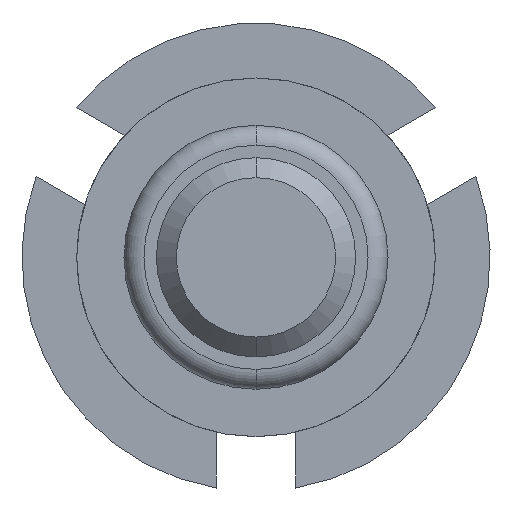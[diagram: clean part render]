
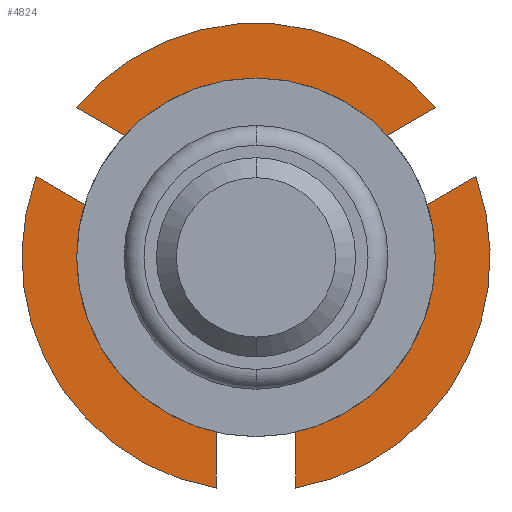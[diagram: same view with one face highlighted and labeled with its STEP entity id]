
A CAD part, front view. The second image highlights one B-rep face of the part: STEP entity #4824.
In plain terms, the highlighted planar face has unit normal (0, -1, 0).
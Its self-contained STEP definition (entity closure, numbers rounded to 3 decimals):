
#63 = CARTESIAN_POINT ( 'NONE',  ( 1.805, 5.5, 1.504 ) ) ;
#91 = DIRECTION ( 'NONE',  ( 0., -1., 0. ) ) ;
#119 = EDGE_CURVE ( 'Defeature ausgef�hrt4_30+Defeature ausgef�hrt4_26+Defeature ausgef�hrt4_27+Defeature ausgef�hrt4_29', #311, #2589, #2469, .T. ) ;
#125 = VECTOR ( 'NONE', #3237, 1000. ) ;
#163 = CARTESIAN_POINT ( 'NONE',  ( 1.186, 5.5, 1.146 ) ) ;
#311 = VERTEX_POINT ( 'NONE', #1681 ) ;
#315 = ORIENTED_EDGE ( 'NONE', *, *, #2607, .F. ) ;
#324 = DIRECTION ( 'NONE',  ( -0.866, 0., 0.5 ) ) ;
#681 = VERTEX_POINT ( 'NONE', #63 ) ;
#731 = DIRECTION ( 'NONE',  ( 0.5, 0., -0.866 ) ) ;
#838 = EDGE_CURVE ( 'Defeature ausgef�hrt4_29+Defeature ausgef�hrt4_26+Defeature ausgef�hrt4_30+Defeature ausgef�hrt4_28', #2589, #949, #2830, .T. ) ;
#905 = CARTESIAN_POINT ( 'NONE',  ( 0., 5.5, 0. ) ) ;
#949 = VERTEX_POINT ( 'NONE', #4403 ) ;
#1022 = EDGE_CURVE ( 'Defeature ausgef�hrt4_19+Defeature ausgef�hrt4_26+Defeature ausgef�hrt4_41+Defeature ausgef�hrt4_40', #1526, #681, #4076, .T. ) ;
#1041 = VERTEX_POINT ( 'NONE', #3302 ) ;
#1134 = LINE ( 'NONE', #4975, #1196 ) ;
#1144 = CARTESIAN_POINT ( 'NONE',  ( -1.586, 5.5, 0.454 ) ) ;
#1157 = DIRECTION ( 'NONE',  ( -0.839, 0., -0.545 ) ) ;
#1196 = VECTOR ( 'NONE', #4620, 1000. ) ;
#1300 = ORIENTED_EDGE ( 'NONE', *, *, #3550, .F. ) ;
#1309 = CARTESIAN_POINT ( 'NONE',  ( 2.205, 5.5, 0.811 ) ) ;
#1349 = VECTOR ( 'NONE', #1407, 1000. ) ;
#1407 = DIRECTION ( 'NONE',  ( 0.866, 0., 0.5 ) ) ;
#1479 = LINE ( 'NONE', #3563, #4302 ) ;
#1484 = VERTEX_POINT ( 'NONE', #3014 ) ;
#1517 = DIRECTION ( 'NONE',  ( 0.839, 0., -0.545 ) ) ;
#1526 = VERTEX_POINT ( 'NONE', #4191 ) ;
#1563 = VERTEX_POINT ( 'NONE', #1144 ) ;
#1594 = VECTOR ( 'NONE', #324, 1000. ) ;
#1614 = CARTESIAN_POINT ( 'NONE',  ( 0.4, 5.5, -2.316 ) ) ;
#1623 = DIRECTION ( 'NONE',  ( 0., 0., 1. ) ) ;
#1636 = LINE ( 'NONE', #1863, #1879 ) ;
#1657 = CARTESIAN_POINT ( 'NONE',  ( 1.655, 5.5, 0. ) ) ;
#1658 = CARTESIAN_POINT ( 'NONE',  ( -0.4, 5.5, -1.6 ) ) ;
#1681 = CARTESIAN_POINT ( 'NONE',  ( -1.655, 5.5, 0. ) ) ;
#1708 = PLANE ( 'NONE',  #3848 ) ;
#1730 = ORIENTED_EDGE ( 'NONE', *, *, #3263, .F. ) ;
#1826 = EDGE_CURVE ( 'Defeature ausgef�hrt4_34+Defeature ausgef�hrt4_26+Defeature ausgef�hrt4_35+Defeature ausgef�hrt4_43', #2727, #2333, #4858, .T. ) ;
#1852 = VERTEX_POINT ( 'NONE', #1658 ) ;
#1863 = CARTESIAN_POINT ( 'NONE',  ( -0.4, 5.5, 0. ) ) ;
#1879 = VECTOR ( 'NONE', #4600, 1000. ) ;
#1883 = ORIENTED_EDGE ( 'NONE', *, *, #2498, .F. ) ;
#1886 = CARTESIAN_POINT ( 'NONE',  ( 0., 5.5, 0. ) ) ;
#2071 = EDGE_CURVE ( 'Defeature ausgef�hrt4_20+Defeature ausgef�hrt4_26+Defeature ausgef�hrt4_38+Defeature ausgef�hrt4_37', #4432, #5075, #2642, .T. ) ;
#2082 = LINE ( 'NONE', #2292, #1594 ) ;
#2086 = ORIENTED_EDGE ( 'NONE', *, *, #2916, .F. ) ;
#2092 = DIRECTION ( 'NONE',  ( 0.5, 0., 0.866 ) ) ;
#2118 = VECTOR ( 'NONE', #1157, 1000. ) ;
#2123 = DIRECTION ( 'NONE',  ( 0.866, 0., -0.5 ) ) ;
#2163 = EDGE_LOOP ( 'NONE', ( #4154, #3547, #2615, #1300 ) ) ;
#2205 = CARTESIAN_POINT ( 'NONE',  ( 0., 5.5, 1.075 ) ) ;
#2209 = EDGE_CURVE ( 'Defeature ausgef�hrt4_39+Defeature ausgef�hrt4_26+Defeature ausgef�hrt4_40+Defeature ausgef�hrt4_38', #3603, #1041, #3876, .T. ) ;
#2280 = DIRECTION ( 'NONE',  ( 0., 1., 0. ) ) ;
#2283 = VERTEX_POINT ( 'NONE', #4766 ) ;
#2292 = CARTESIAN_POINT ( 'NONE',  ( 0.2, 5.5, 0.346 ) ) ;
#2301 = CARTESIAN_POINT ( 'NONE',  ( 0., 5.5, -1.075 ) ) ;
#2333 = VERTEX_POINT ( 'NONE', #4727 ) ;
#2357 = ORIENTED_EDGE ( 'NONE', *, *, #2071, .F. ) ;
#2448 = CARTESIAN_POINT ( 'NONE',  ( 0., 5.5, 0. ) ) ;
#2469 = LINE ( 'NONE', #2301, #3949 ) ;
#2498 = EDGE_CURVE ( 'Defeature ausgef�hrt4_38+Defeature ausgef�hrt4_26+Defeature ausgef�hrt4_39+Defeature ausgef�hrt4_20', #1041, #4432, #4065, .T. ) ;
#2551 = CARTESIAN_POINT ( 'NONE',  ( 0., 5.5, -1.075 ) ) ;
#2571 = CARTESIAN_POINT ( 'NONE',  ( 0.2, 5.5, -0.346 ) ) ;
#2576 = CARTESIAN_POINT ( 'NONE',  ( -0.2, 5.5, 0.346 ) ) ;
#2589 = VERTEX_POINT ( 'NONE', #2551 ) ;
#2607 = EDGE_CURVE ( 'Defeature ausgef�hrt4_41+Defeature ausgef�hrt4_26+Defeature ausgef�hrt4_42+Defeature ausgef�hrt4_19', #2283, #1526, #2082, .T. ) ;
#2615 = ORIENTED_EDGE ( 'NONE', *, *, #119, .F. ) ;
#2642 = CIRCLE ( 'NONE', #4368, 2.35 ) ;
#2663 = EDGE_LOOP ( 'NONE', ( #315, #2086, #4625, #2999, #4611, #3542, #3202, #2357, #1883, #5057, #1730, #3601 ) ) ;
#2698 = VECTOR ( 'NONE', #2123, 1000. ) ;
#2727 = VERTEX_POINT ( 'NONE', #3872 ) ;
#2758 = EDGE_CURVE ( 'Defeature ausgef�hrt4_37+Defeature ausgef�hrt4_26+Defeature ausgef�hrt4_20+Defeature ausgef�hrt4_36', #5075, #1484, #1479, .T. ) ;
#2820 = VECTOR ( 'NONE', #731, 1000. ) ;
#2830 = LINE ( 'NONE', #1657, #125 ) ;
#2844 = DIRECTION ( 'NONE',  ( 0., 0., -1. ) ) ;
#2849 = LINE ( 'NONE', #3136, #2118 ) ;
#2878 = LINE ( 'NONE', #3370, #2698 ) ;
#2916 = EDGE_CURVE ( 'Defeature ausgef�hrt4_42+Defeature ausgef�hrt4_26+Defeature ausgef�hrt4_43+Defeature ausgef�hrt4_41', #1563, #2283, #4919, .T. ) ;
#2995 = DIRECTION ( 'NONE',  ( -0.839, 0., 0.545 ) ) ;
#2999 = ORIENTED_EDGE ( 'NONE', *, *, #1826, .F. ) ;
#3014 = CARTESIAN_POINT ( 'NONE',  ( 0.4, 5.5, -1.6 ) ) ;
#3066 = EDGE_CURVE ( 'Defeature ausgef�hrt4_28+Defeature ausgef�hrt4_26+Defeature ausgef�hrt4_29+Defeature ausgef�hrt4_27', #949, #3209, #3806, .T. ) ;
#3136 = CARTESIAN_POINT ( 'NONE',  ( -1.655, 5.5, 0. ) ) ;
#3155 = CARTESIAN_POINT ( 'NONE',  ( 1.386, 5.5, 0.8 ) ) ;
#3188 = EDGE_CURVE ( 'Defeature ausgef�hrt4_43+Defeature ausgef�hrt4_26+Defeature ausgef�hrt4_34+Defeature ausgef�hrt4_42', #2333, #1563, #2878, .T. ) ;
#3202 = ORIENTED_EDGE ( 'NONE', *, *, #2758, .F. ) ;
#3209 = VERTEX_POINT ( 'NONE', #4911 ) ;
#3237 = DIRECTION ( 'NONE',  ( 0.839, 0., 0.545 ) ) ;
#3263 = EDGE_CURVE ( 'Defeature ausgef�hrt4_40+Defeature ausgef�hrt4_26+Defeature ausgef�hrt4_19+Defeature ausgef�hrt4_39', #681, #3603, #4421, .T. ) ;
#3302 = CARTESIAN_POINT ( 'NONE',  ( 1.586, 5.5, 0.454 ) ) ;
#3334 = DIRECTION ( 'NONE',  ( -0.866, 0., -0.5 ) ) ;
#3370 = CARTESIAN_POINT ( 'NONE',  ( -0.2, 5.5, -0.346 ) ) ;
#3377 = VECTOR ( 'NONE', #3334, 1000. ) ;
#3480 = FACE_OUTER_BOUND ( 'NONE', #2663, .T. ) ;
#3542 = ORIENTED_EDGE ( 'NONE', *, *, #3755, .F. ) ;
#3547 = ORIENTED_EDGE ( 'NONE', *, *, #838, .F. ) ;
#3550 = EDGE_CURVE ( 'Defeature ausgef�hrt4_27+Defeature ausgef�hrt4_26+Defeature ausgef�hrt4_28+Defeature ausgef�hrt4_30', #3209, #311, #2849, .T. ) ;
#3563 = CARTESIAN_POINT ( 'NONE',  ( 0.4, 5.5, 0. ) ) ;
#3601 = ORIENTED_EDGE ( 'NONE', *, *, #1022, .F. ) ;
#3603 = VERTEX_POINT ( 'NONE', #163 ) ;
#3622 = DIRECTION ( 'NONE',  ( 0., 0., -1. ) ) ;
#3691 = VECTOR ( 'NONE', #2092, 1000. ) ;
#3706 = CARTESIAN_POINT ( 'NONE',  ( -1.386, 5.5, 0.8 ) ) ;
#3755 = EDGE_CURVE ( 'Defeature ausgef�hrt4_36+Defeature ausgef�hrt4_26+Defeature ausgef�hrt4_37+Defeature ausgef�hrt4_35', #1484, #1852, #1134, .T. ) ;
#3806 = LINE ( 'NONE', #2205, #4787 ) ;
#3809 = EDGE_CURVE ( 'Defeature ausgef�hrt4_35+Defeature ausgef�hrt4_26+Defeature ausgef�hrt4_36+Defeature ausgef�hrt4_34', #1852, #2727, #1636, .T. ) ;
#3848 = AXIS2_PLACEMENT_3D ( 'NONE', #2448, #91, #2844 ) ;
#3872 = CARTESIAN_POINT ( 'NONE',  ( -0.4, 5.5, -2.316 ) ) ;
#3876 = LINE ( 'NONE', #3155, #2820 ) ;
#3949 = VECTOR ( 'NONE', #1517, 1000. ) ;
#4014 = AXIS2_PLACEMENT_3D ( 'NONE', #905, #4051, #3622 ) ;
#4051 = DIRECTION ( 'NONE',  ( 0., 1., 0. ) ) ;
#4065 = LINE ( 'NONE', #2571, #1349 ) ;
#4076 = CIRCLE ( 'NONE', #4661, 2.35 ) ;
#4154 = ORIENTED_EDGE ( 'NONE', *, *, #3066, .F. ) ;
#4191 = CARTESIAN_POINT ( 'NONE',  ( -1.805, 5.5, 1.504 ) ) ;
#4302 = VECTOR ( 'NONE', #1623, 1000. ) ;
#4368 = AXIS2_PLACEMENT_3D ( 'NONE', #1886, #2280, #5030 ) ;
#4403 = CARTESIAN_POINT ( 'NONE',  ( 1.655, 5.5, 0. ) ) ;
#4421 = LINE ( 'NONE', #2576, #3377 ) ;
#4432 = VERTEX_POINT ( 'NONE', #1309 ) ;
#4478 = DIRECTION ( 'NONE',  ( 0., 0., -1. ) ) ;
#4496 = DIRECTION ( 'NONE',  ( 0., 1., 0. ) ) ;
#4600 = DIRECTION ( 'NONE',  ( 0., 0., -1. ) ) ;
#4611 = ORIENTED_EDGE ( 'NONE', *, *, #3809, .F. ) ;
#4620 = DIRECTION ( 'NONE',  ( -1., 0., 0. ) ) ;
#4625 = ORIENTED_EDGE ( 'NONE', *, *, #3188, .F. ) ;
#4661 = AXIS2_PLACEMENT_3D ( 'NONE', #4899, #4496, #4478 ) ;
#4727 = CARTESIAN_POINT ( 'NONE',  ( -2.205, 5.5, 0.811 ) ) ;
#4766 = CARTESIAN_POINT ( 'NONE',  ( -1.186, 5.5, 1.146 ) ) ;
#4787 = VECTOR ( 'NONE', #2995, 1000. ) ;
#4824 = ADVANCED_FACE ( 'Defeature ausgef�hrt4_26', ( #3480, #4893 ), #1708, .T. ) ;
#4858 = CIRCLE ( 'NONE', #4014, 2.35 ) ;
#4893 = FACE_BOUND ( 'NONE', #2163, .T. ) ;
#4899 = CARTESIAN_POINT ( 'NONE',  ( 0., 5.5, 0. ) ) ;
#4911 = CARTESIAN_POINT ( 'NONE',  ( 0., 5.5, 1.075 ) ) ;
#4919 = LINE ( 'NONE', #3706, #3691 ) ;
#4975 = CARTESIAN_POINT ( 'NONE',  ( 0., 5.5, -1.6 ) ) ;
#5030 = DIRECTION ( 'NONE',  ( 0., 0., -1. ) ) ;
#5057 = ORIENTED_EDGE ( 'NONE', *, *, #2209, .F. ) ;
#5075 = VERTEX_POINT ( 'NONE', #1614 ) ;
